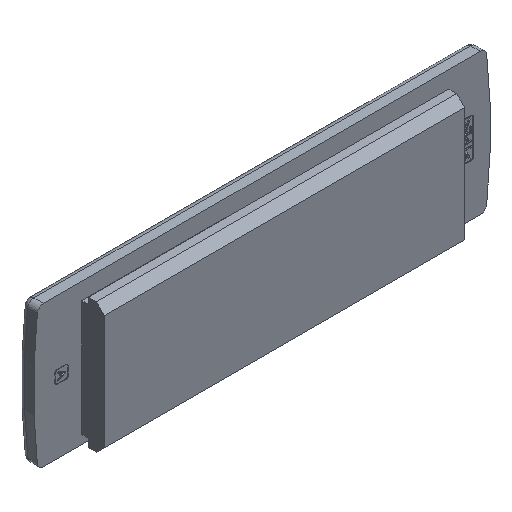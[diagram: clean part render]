
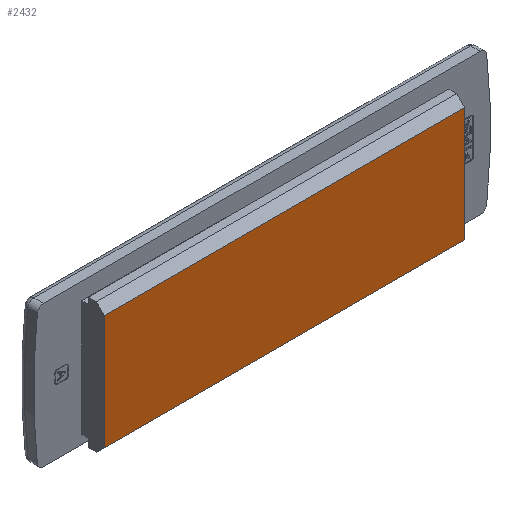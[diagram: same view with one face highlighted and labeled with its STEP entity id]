
A CAD part, isometric view. The second image highlights one B-rep face of the part: STEP entity #2432.
In plain terms, the highlighted planar face has unit normal (0, -1, 0).
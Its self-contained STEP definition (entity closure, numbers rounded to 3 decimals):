
#600=FACE_OUTER_BOUND('',#4037,.T.);
#2432=ADVANCED_FACE('KES_ECO_T1',(#600),#3175,.F.);
#3175=PLANE('',#16613);
#4037=EDGE_LOOP('',(#8624,#8625,#8626,#8627));
#4882=LINE('',#32615,#6347);
#4883=LINE('',#32618,#6348);
#4884=LINE('',#32620,#6349);
#4885=LINE('',#32622,#6350);
#6347=VECTOR('',#17314,1.);
#6348=VECTOR('',#17315,1.);
#6349=VECTOR('',#17316,1.);
#6350=VECTOR('',#17317,1.);
#8624=ORIENTED_EDGE('',*,*,#14585,.F.);
#8625=ORIENTED_EDGE('',*,*,#14586,.T.);
#8626=ORIENTED_EDGE('',*,*,#14587,.T.);
#8627=ORIENTED_EDGE('',*,*,#14588,.T.);
#12856=VERTEX_POINT('',#32616);
#12857=VERTEX_POINT('',#32617);
#12858=VERTEX_POINT('',#32619);
#12859=VERTEX_POINT('',#32621);
#14585=EDGE_CURVE('',#12856,#12857,#4882,.T.);
#14586=EDGE_CURVE('',#12856,#12858,#4883,.T.);
#14587=EDGE_CURVE('',#12858,#12859,#4884,.T.);
#14588=EDGE_CURVE('',#12859,#12857,#4885,.T.);
#16613=AXIS2_PLACEMENT_3D('',#32623,#17318,#17319);
#17314=DIRECTION('',(0.,0.,1.));
#17315=DIRECTION('',(1.,0.,0.));
#17316=DIRECTION('',(0.,0.,1.));
#17317=DIRECTION('',(-1.,0.,0.));
#17318=DIRECTION('',(0.,1.,0.));
#17319=DIRECTION('',(0.,0.,-1.));
#32615=CARTESIAN_POINT('',(-56.,0.,-21.987));
#32616=CARTESIAN_POINT('',(-56.,0.,-19.354));
#32617=CARTESIAN_POINT('',(-56.,0.,16.25));
#32618=CARTESIAN_POINT('',(56.,0.,-19.354));
#32619=CARTESIAN_POINT('',(56.,0.,-19.354));
#32620=CARTESIAN_POINT('',(56.,0.,-21.987));
#32621=CARTESIAN_POINT('',(56.,0.,16.25));
#32622=CARTESIAN_POINT('',(-56.,0.,16.25));
#32623=CARTESIAN_POINT('',(-55.75,0.,-17.75));
